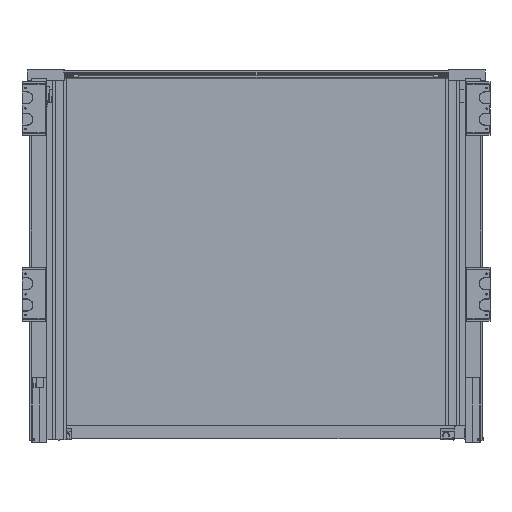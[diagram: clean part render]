
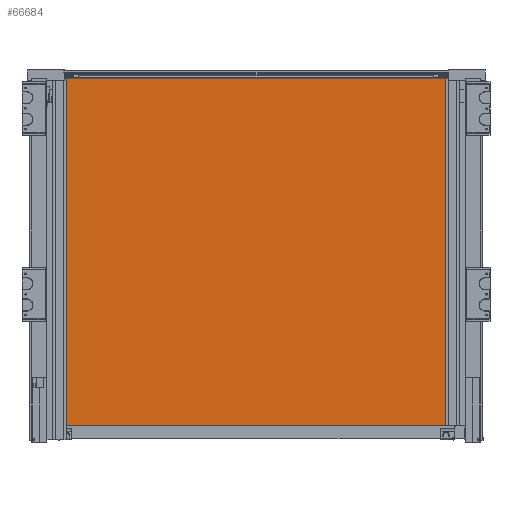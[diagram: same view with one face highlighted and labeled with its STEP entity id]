
A CAD part, front view. The second image highlights one B-rep face of the part: STEP entity #66684.
In plain terms, the highlighted planar face has unit normal (0, -1, 0).
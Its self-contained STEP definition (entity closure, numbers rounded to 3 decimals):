
#3900=FACE_OUTER_BOUND('',#7375,.T.);
#7375=EDGE_LOOP('',(#41520,#41521,#41522,#41523));
#11116=LINE('',#90920,#18303);
#11120=LINE('',#90928,#18307);
#11123=LINE('',#90934,#18310);
#11126=LINE('',#90939,#18313);
#18303=VECTOR('',#74764,1000.);
#18307=VECTOR('',#74770,1000.);
#18310=VECTOR('',#74775,1000.);
#18313=VECTOR('',#74780,1000.);
#25490=VERTEX_POINT('',#90918);
#25491=VERTEX_POINT('',#90919);
#25494=VERTEX_POINT('',#90927);
#25496=VERTEX_POINT('',#90933);
#31867=EDGE_CURVE('',#25490,#25491,#11116,.T.);
#31871=EDGE_CURVE('',#25491,#25494,#11120,.T.);
#31874=EDGE_CURVE('',#25494,#25496,#11123,.T.);
#31877=EDGE_CURVE('',#25496,#25490,#11126,.T.);
#41520=ORIENTED_EDGE('',*,*,#31867,.F.);
#41521=ORIENTED_EDGE('',*,*,#31877,.F.);
#41522=ORIENTED_EDGE('',*,*,#31874,.F.);
#41523=ORIENTED_EDGE('',*,*,#31871,.F.);
#60771=PLANE('',#70280);
#66684=ADVANCED_FACE('',(#3900),#60771,.T.);
#70280=AXIS2_PLACEMENT_3D('',#90942,#74784,#74785);
#74764=DIRECTION('',(0.,0.,-1.));
#74770=DIRECTION('',(-1.,0.,0.));
#74775=DIRECTION('',(0.,0.,1.));
#74780=DIRECTION('',(1.,0.,0.));
#74784=DIRECTION('center_axis',(0.,-1.,0.));
#74785=DIRECTION('ref_axis',(0.,0.,
-1.));
#90918=CARTESIAN_POINT('',(1240.977,1298.439,152.6));
#90919=CARTESIAN_POINT('',(1240.977,1298.439,-273.4));
#90920=CARTESIAN_POINT('',(1240.977,1298.439,152.6));
#90927=CARTESIAN_POINT('',(751.977,1298.439,-273.4));
#90928=CARTESIAN_POINT('',(751.977,1298.439,-273.4));
#90933=CARTESIAN_POINT('',(751.977,1298.439,152.6));
#90934=CARTESIAN_POINT('',(751.977,1298.439,152.6));
#90939=CARTESIAN_POINT('',(751.977,1298.439,152.6));
#90942=CARTESIAN_POINT('Origin',(996.477,1298.439,-60.4));
